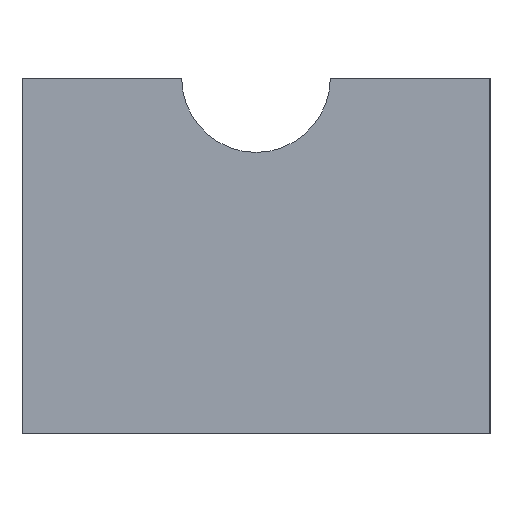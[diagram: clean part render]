
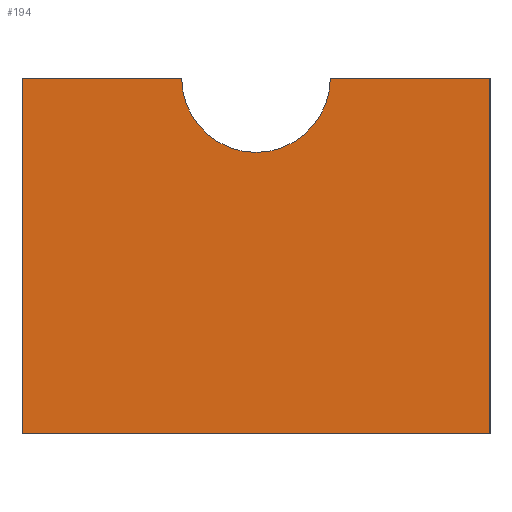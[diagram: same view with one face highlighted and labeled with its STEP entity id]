
A CAD part, left-side view. The second image highlights one B-rep face of the part: STEP entity #194.
In plain terms, the highlighted planar face has unit normal (-1, 0, 0).
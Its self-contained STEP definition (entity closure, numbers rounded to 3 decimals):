
#117=CARTESIAN_POINT('Vertex',(0.,-25.,19.)) ;
#122=CARTESIAN_POINT('Line Origine',(0.,-25.,0.)) ;
#126=CARTESIAN_POINT('Vertex',(0.,-25.,-19.)) ;
#148=CARTESIAN_POINT('Axis2P3D Location',(0.,0.,0.)) ;
#153=CARTESIAN_POINT('Line Origine',(0.,25.,0.)) ;
#157=CARTESIAN_POINT('Vertex',(0.,25.,-19.)) ;
#159=CARTESIAN_POINT('Vertex',(0.,25.,19.)) ;
#162=CARTESIAN_POINT('Line Origine',(0.,0.,-19.)) ;
#167=CARTESIAN_POINT('Line Origine',(0.,-16.469,19.)) ;
#171=CARTESIAN_POINT('Vertex',(0.,-7.938,19.)) ;
#174=CARTESIAN_POINT('Axis2P3D Location',(0.,0.,19.)) ;
#178=CARTESIAN_POINT('Vertex',(0.,7.938,19.)) ;
#181=CARTESIAN_POINT('Line Origine',(0.,16.469,19.)) ;
#123=DIRECTION('Vector Direction',(0.,0.,1.)) ;
#149=DIRECTION('Axis2P3D Direction',(1.,0.,0.)) ;
#150=DIRECTION('Axis2P3D XDirection',(0.,1.,0.)) ;
#154=DIRECTION('Vector Direction',(0.,0.,-1.)) ;
#163=DIRECTION('Vector Direction',(0.,-1.,0.)) ;
#168=DIRECTION('Vector Direction',(0.,1.,0.)) ;
#175=DIRECTION('Axis2P3D Direction',(1.,0.,0.)) ;
#182=DIRECTION('Vector Direction',(0.,1.,0.)) ;
#151=AXIS2_PLACEMENT_3D('Plane Axis2P3D',#148,#149,#150) ;
#176=AXIS2_PLACEMENT_3D('Circle Axis2P3D',#174,#175,$) ;
#187=ORIENTED_EDGE('',*,*,#161,.F.) ;
#188=ORIENTED_EDGE('',*,*,#166,.F.) ;
#189=ORIENTED_EDGE('',*,*,#128,.F.) ;
#190=ORIENTED_EDGE('',*,*,#173,.F.) ;
#191=ORIENTED_EDGE('',*,*,#180,.F.) ;
#192=ORIENTED_EDGE('',*,*,#185,.F.) ;
#124=VECTOR('Line Direction',#123,1.) ;
#155=VECTOR('Line Direction',#154,1.) ;
#164=VECTOR('Line Direction',#163,1.) ;
#169=VECTOR('Line Direction',#168,1.) ;
#183=VECTOR('Line Direction',#182,1.) ;
#194=ADVANCED_FACE('Corps principal',(#193),#152,.F.) ;
#177=CIRCLE('generated circle',#176,7.938) ;
#128=EDGE_CURVE('',#118,#127,#125,.F.) ;
#161=EDGE_CURVE('',#158,#160,#156,.F.) ;
#166=EDGE_CURVE('',#127,#158,#165,.F.) ;
#173=EDGE_CURVE('',#172,#118,#170,.F.) ;
#180=EDGE_CURVE('',#179,#172,#177,.F.) ;
#185=EDGE_CURVE('',#160,#179,#184,.F.) ;
#186=EDGE_LOOP('',(#187,#188,#189,#190,#191,#192)) ;
#193=FACE_OUTER_BOUND('',#186,.T.) ;
#125=LINE('Line',#122,#124) ;
#156=LINE('Line',#153,#155) ;
#165=LINE('Line',#162,#164) ;
#170=LINE('Line',#167,#169) ;
#184=LINE('Line',#181,#183) ;
#152=PLANE('',#151) ;
#118=VERTEX_POINT('',#117) ;
#127=VERTEX_POINT('',#126) ;
#158=VERTEX_POINT('',#157) ;
#160=VERTEX_POINT('',#159) ;
#172=VERTEX_POINT('',#171) ;
#179=VERTEX_POINT('',#178) ;
